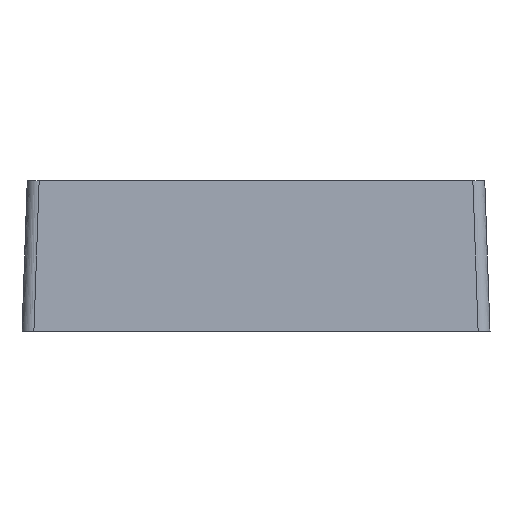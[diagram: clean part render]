
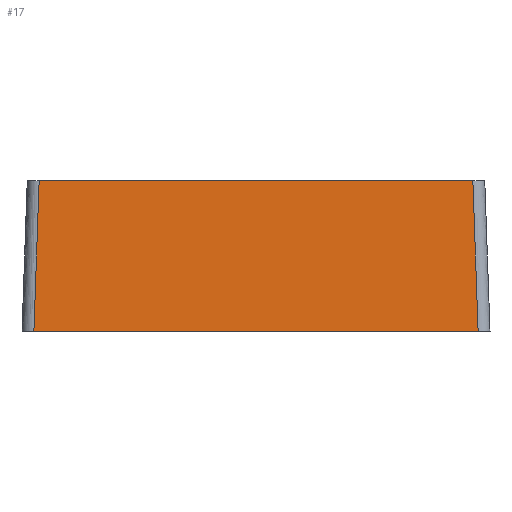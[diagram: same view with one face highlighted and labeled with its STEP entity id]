
A CAD part, left-side view. The second image highlights one B-rep face of the part: STEP entity #17.
In plain terms, the highlighted free-form (B-spline) face has degree [1, 1] with [2, 2] control points.
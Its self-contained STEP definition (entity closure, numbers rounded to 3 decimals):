
#17 = ADVANCED_FACE('',(#18),#62,.T.);
#18 = FACE_BOUND('',#19,.T.);
#19 = EDGE_LOOP('',(#20,#30,#43,#51));
#20 = ORIENTED_EDGE('',*,*,#21,.T.);
#21 = EDGE_CURVE('',#22,#24,#26,.T.);
#22 = VERTEX_POINT('',#23);
#23 = CARTESIAN_POINT('',(-93.5,56.002,0.));
#24 = VERTEX_POINT('',#25);
#25 = CARTESIAN_POINT('',(-93.5,-56.002,0.));
#26 = LINE('',#27,#28);
#27 = CARTESIAN_POINT('',(-93.5,59.,0.));
#28 = VECTOR('',#29,1.);
#29 = DIRECTION('',(0.,-1.,0.));
#30 = ORIENTED_EDGE('',*,*,#31,.T.);
#31 = EDGE_CURVE('',#24,#32,#34,.T.);
#32 = VERTEX_POINT('',#33);
#33 = CARTESIAN_POINT('',(-92.173,-54.675,38.));
#34 = B_SPLINE_CURVE_WITH_KNOTS('',3,(#35,#36,#37,#38,#39,#40,#41,#42),
  .UNSPECIFIED.,.F.,.F.,(4,2,2,4),(-2.224,0.105,
    38.151,40.479),.UNSPECIFIED.);
#35 = CARTESIAN_POINT('',(-93.581,-56.083,-2.326));
#36 = CARTESIAN_POINT('',(-93.554,-56.056,-1.55));
#37 = CARTESIAN_POINT('',(-93.527,-56.029,-0.775));
#38 = CARTESIAN_POINT('',(-93.058,-55.559,12.667
    ));
#39 = CARTESIAN_POINT('',(-92.615,-55.117,25.333
    ));
#40 = CARTESIAN_POINT('',(-92.146,-54.648,38.775));
#41 = CARTESIAN_POINT('',(-92.119,-54.621,39.55));
#42 = CARTESIAN_POINT('',(-92.092,-54.594,40.326));
#43 = ORIENTED_EDGE('',*,*,#44,.F.);
#44 = EDGE_CURVE('',#45,#32,#47,.T.);
#45 = VERTEX_POINT('',#46);
#46 = CARTESIAN_POINT('',(-92.173,54.675,38.));
#47 = LINE('',#48,#49);
#48 = CARTESIAN_POINT('',(-92.173,59.,38.));
#49 = VECTOR('',#50,1.);
#50 = DIRECTION('',(0.,-1.,0.));
#51 = ORIENTED_EDGE('',*,*,#52,.F.);
#52 = EDGE_CURVE('',#22,#45,#53,.T.);
#53 = B_SPLINE_CURVE_WITH_KNOTS('',3,(#54,#55,#56,#57,#58,#59,#60,#61),
  .UNSPECIFIED.,.F.,.F.,(4,2,2,4),(-2.224,0.105,
    38.151,40.479),.UNSPECIFIED.);
#54 = CARTESIAN_POINT('',(-93.581,56.083,-2.326));
#55 = CARTESIAN_POINT('',(-93.554,56.056,-1.55));
#56 = CARTESIAN_POINT('',(-93.527,56.029,-0.775));
#57 = CARTESIAN_POINT('',(-93.058,55.559,12.667
    ));
#58 = CARTESIAN_POINT('',(-92.615,55.117,25.333
    ));
#59 = CARTESIAN_POINT('',(-92.146,54.648,38.775));
#60 = CARTESIAN_POINT('',(-92.119,54.621,39.55));
#61 = CARTESIAN_POINT('',(-92.092,54.594,40.326));
#62 = B_SPLINE_SURFACE_WITH_KNOTS('',1,1,(
    (#63,#64)
    ,(#65,#66)),.UNSPECIFIED.,.F.,.F.,.F.,(2,2),(2,2),(0.,118.),(0.,1.),
  .PIECEWISE_BEZIER_KNOTS.);
#63 = CARTESIAN_POINT('',(-93.5,59.,0.));
#64 = CARTESIAN_POINT('',(-92.173,57.673,38.));
#65 = CARTESIAN_POINT('',(-93.5,-59.,0.));
#66 = CARTESIAN_POINT('',(-92.173,-57.673,38.));
